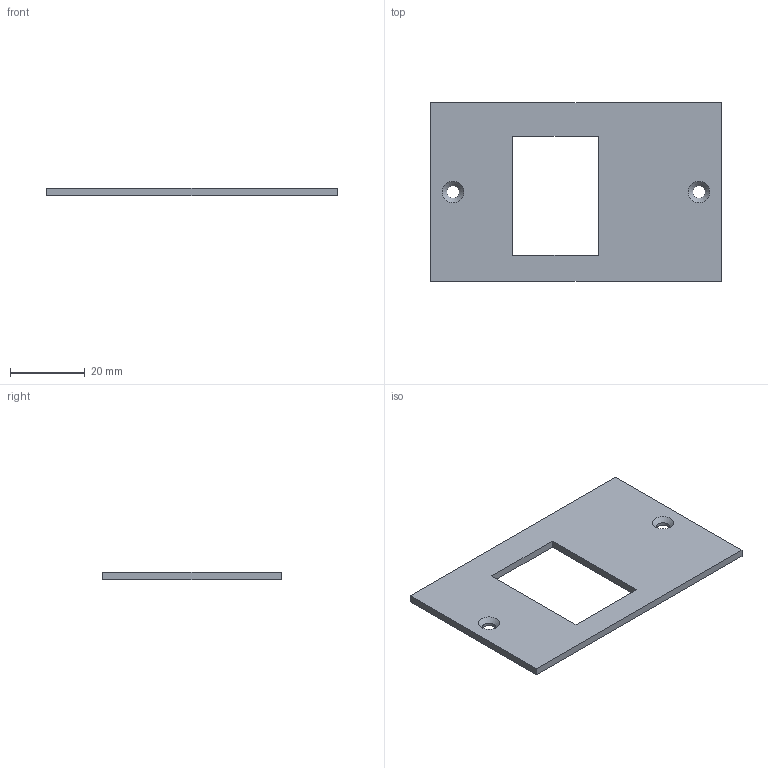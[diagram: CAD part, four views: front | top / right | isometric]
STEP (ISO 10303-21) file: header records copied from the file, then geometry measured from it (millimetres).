
FILE_DESCRIPTION(/* description */ (''),/* implementation_level */ '2;1');
FILE_NAME(/* name */ 'PSU_socket_holder_cover v3.step',/* time_stamp */ '2025-06-03T19:46:14-07:00',/* author */ (''),/* organization */ (''),/* preprocessor_version */ 'ST-DEVELOPER v20.1',/* originating_system */ 'Autodesk Translation Framework v14.4.0.0',/* authorisation */ '');
FILE_SCHEMA (('AUTOMOTIVE_DESIGN { 1 0 10303 214 3 1 1 }'));
Length unit declared in the file: millimetre
Products named in the file (1): PSU_socket_holder_cover
Bounding box: 78 x 48 x 2 mm (x, y, z)
Volume: 5960.7 mm3; surface area: 6735.1 mm2
Topology: 1 solids, 1 shells, 14 faces, 34 edges, 22 vertices
Faces by surface type: plane 10, cone 2, cylinder 2
Full cylindrical faces by diameter (mm): 3.4 x2
Entity records: 453 total; most frequent: CARTESIAN_POINT 71, DIRECTION 70, ORIENTED_EDGE 68, EDGE_CURVE 34, LINE 28, VECTOR 28, VERTEX_POINT 22, AXIS2_PLACEMENT_3D 21
